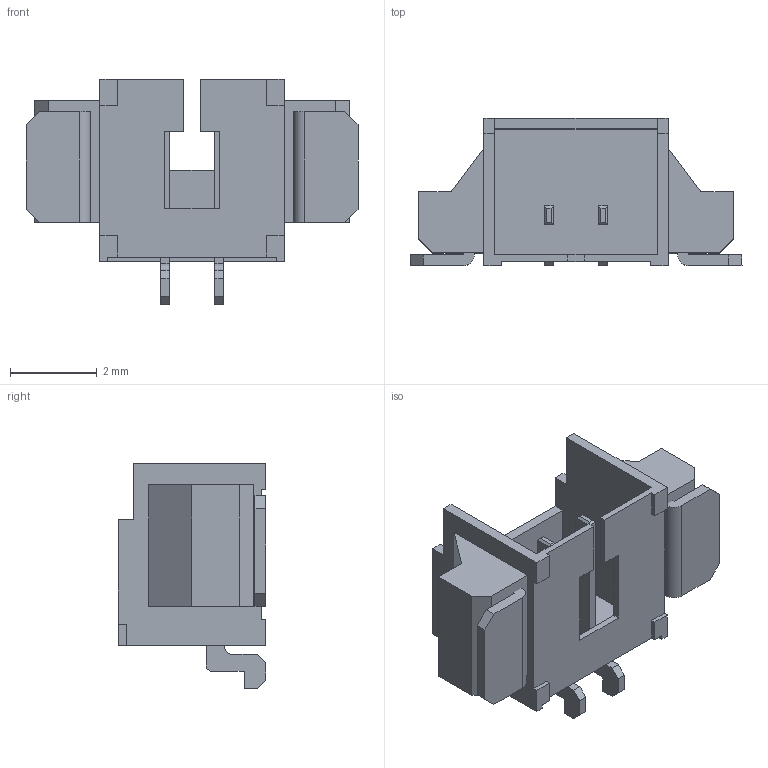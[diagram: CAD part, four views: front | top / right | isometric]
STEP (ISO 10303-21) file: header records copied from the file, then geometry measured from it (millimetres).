
FILE_DESCRIPTION(/* description */ (''),/* implementation_level */ '2;1');
FILE_NAME(/* name */ 'Molex 0532614002.step',/* time_stamp */ '2022-03-25T11:36:24-04:00',/* author */ (''),/* organization */ (''),/* preprocessor_version */ 'ST-DEVELOPER v18.1',/* originating_system */ 'Autodesk Translation Framework v10.13.0.1454',/* authorisation */ '');
FILE_SCHEMA (('AUTOMOTIVE_DESIGN { 1 0 10303 214 3 1 1 }'));
Length unit declared in the file: millimetre
Products named in the file (4): Molex 0532614002; Case; Wing; Pins
Assembly tree (3 placements, depth 2):
  Molex 0532614002
    Case
    Wing
    Pins
Bounding box: 7.65 x 3.4 x 5.2 mm (x, y, z)
Volume: 28.4 mm3; surface area: 208.6 mm2
Topology: 5 solids, 5 shells, 164 faces, 448 edges, 296 vertices
Faces by surface type: plane 154, cylinder 10
Entity records: 5225 total; most frequent: CARTESIAN_POINT 915, ORIENTED_EDGE 896, DIRECTION 810, EDGE_CURVE 448, LINE 428, VECTOR 428, VERTEX_POINT 296, AXIS2_PLACEMENT_3D 191
